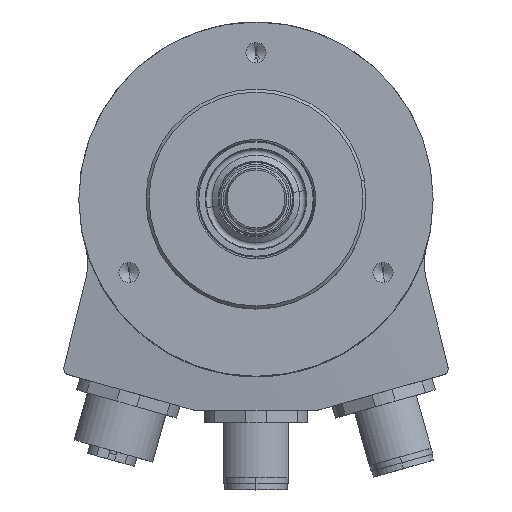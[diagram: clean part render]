
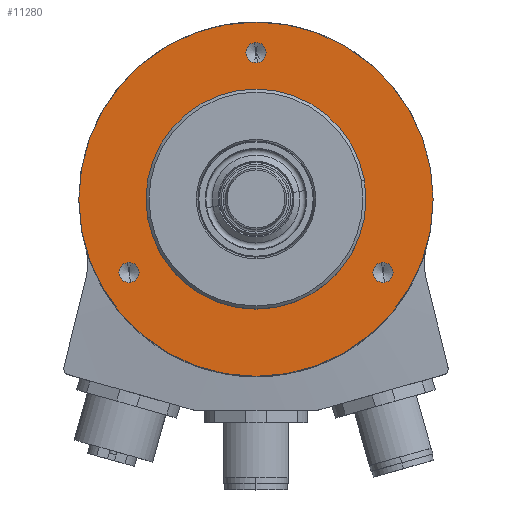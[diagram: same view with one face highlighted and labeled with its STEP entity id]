
A CAD part, top view. The second image highlights one B-rep face of the part: STEP entity #11280.
In plain terms, the highlighted planar face has unit normal (0, 0, 1).
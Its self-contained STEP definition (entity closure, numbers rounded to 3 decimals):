
#1306=CARTESIAN_POINT('',(0.,0.,20.5));
#1307=DIRECTION('',(0.,0.,1.));
#1308=DIRECTION('',(0.985,0.174,0.));
#1309=AXIS2_PLACEMENT_3D('',#1306,#1307,#1308);
#1342=CARTESIAN_POINT('',(0.,0.,20.5));
#1343=DIRECTION('',(0.,0.,1.));
#1344=DIRECTION('',(-0.985,-0.174,0.));
#1345=AXIS2_PLACEMENT_3D('',#1342,#1343,#1344);
#1347=CARTESIAN_POINT('',(0.,0.,20.5));
#1348=DIRECTION('',(0.,0.,-1.));
#1349=DIRECTION('',(-0.985,-0.174,0.));
#1350=AXIS2_PLACEMENT_3D('',#1347,#1348,#1349);
#1352=CARTESIAN_POINT('',(0.,24.,20.5));
#1353=DIRECTION('',(0.,0.,1.));
#1354=DIRECTION('',(0.174,-0.985,0.));
#1355=AXIS2_PLACEMENT_3D('',#1352,#1353,#1354);
#1357=CARTESIAN_POINT('',(0.,24.,20.5));
#1358=DIRECTION('',(0.,0.,1.));
#1359=DIRECTION('',(-0.174,0.985,0.));
#1360=AXIS2_PLACEMENT_3D('',#1357,#1358,#1359);
#1362=CARTESIAN_POINT('',(20.785,-12.,20.5));
#1363=DIRECTION('',(0.,0.,1.));
#1364=DIRECTION('',(0.174,-0.985,0.));
#1365=AXIS2_PLACEMENT_3D('',#1362,#1363,#1364);
#1367=CARTESIAN_POINT('',(20.785,-12.,20.5));
#1368=DIRECTION('',(0.,0.,1.));
#1369=DIRECTION('',(-0.174,0.985,0.));
#1370=AXIS2_PLACEMENT_3D('',#1367,#1368,#1369);
#1372=CARTESIAN_POINT('',(-20.785,-12.,20.5));
#1373=DIRECTION('',(0.,0.,1.));
#1374=DIRECTION('',(0.174,-0.985,0.));
#1375=AXIS2_PLACEMENT_3D('',#1372,#1373,#1374);
#1377=CARTESIAN_POINT('',(-20.785,-12.,20.5));
#1378=DIRECTION('',(0.,0.,1.));
#1379=DIRECTION('',(-0.174,0.985,0.));
#1380=AXIS2_PLACEMENT_3D('',#1377,#1378,#1379);
#1382=CARTESIAN_POINT('',(0.,0.,20.5));
#1383=DIRECTION('',(0.,0.,1.));
#1384=DIRECTION('',(-0.985,-0.174,0.));
#1385=AXIS2_PLACEMENT_3D('',#1382,#1383,#1384);
#7681=CARTESIAN_POINT('',(-17.727,-3.126,20.5));
#7682=CARTESIAN_POINT('',(17.727,3.126,20.5));
#7683=VERTEX_POINT('',#7681);
#7684=VERTEX_POINT('',#7682);
#7685=CARTESIAN_POINT('',(-28.559,-5.036,20.5));
#7686=CARTESIAN_POINT('',(28.559,5.036,20.5));
#7687=VERTEX_POINT('',#7685);
#7688=VERTEX_POINT('',#7686);
#7695=CARTESIAN_POINT('',(0.287,22.375,20.5));
#7696=VERTEX_POINT('',#7695);
#7697=CARTESIAN_POINT('',(-0.287,25.625,20.5));
#7698=VERTEX_POINT('',#7697);
#7705=CARTESIAN_POINT('',(21.071,-13.625,20.5));
#7706=VERTEX_POINT('',#7705);
#7707=CARTESIAN_POINT('',(20.498,-10.375,20.5));
#7708=VERTEX_POINT('',#7707);
#7715=CARTESIAN_POINT('',(-20.498,-13.625,20.5));
#7716=VERTEX_POINT('',#7715);
#7717=CARTESIAN_POINT('',(-21.071,-10.375,20.5));
#7718=VERTEX_POINT('',#7717);
#11246=CARTESIAN_POINT('',(0.,0.,20.5));
#11247=DIRECTION('',(0.,0.,1.));
#11248=DIRECTION('',(-0.985,-0.174,0.));
#11249=AXIS2_PLACEMENT_3D('',#11246,#11247,#11248);
#11250=PLANE('',#11249);
#11252=ORIENTED_EDGE('',*,*,#11251,.F.);
#11253=ORIENTED_EDGE('',*,*,#11231,.F.);
#11254=EDGE_LOOP('',(#11252,#11253));
#11255=FACE_OUTER_BOUND('',#11254,.F.);
#11257=ORIENTED_EDGE('',*,*,#11256,.T.);
#11259=ORIENTED_EDGE('',*,*,#11258,.F.);
#11260=EDGE_LOOP('',(#11257,#11259));
#11261=FACE_BOUND('',#11260,.F.);
#11263=ORIENTED_EDGE('',*,*,#11262,.T.);
#11265=ORIENTED_EDGE('',*,*,#11264,.T.);
#11266=EDGE_LOOP('',(#11263,#11265));
#11267=FACE_BOUND('',#11266,.F.);
#11269=ORIENTED_EDGE('',*,*,#11268,.T.);
#11271=ORIENTED_EDGE('',*,*,#11270,.T.);
#11272=EDGE_LOOP('',(#11269,#11271));
#11273=FACE_BOUND('',#11272,.F.);
#11275=ORIENTED_EDGE('',*,*,#11274,.T.);
#11277=ORIENTED_EDGE('',*,*,#11276,.T.);
#11278=EDGE_LOOP('',(#11275,#11277));
#11279=FACE_BOUND('',#11278,.F.);
#1310=CIRCLE('',#1309,29.);
#1346=CIRCLE('',#1345,18.);
#1351=CIRCLE('',#1350,18.);
#1356=CIRCLE('',#1355,1.65);
#1361=CIRCLE('',#1360,1.65);
#1366=CIRCLE('',#1365,1.65);
#1371=CIRCLE('',#1370,1.65);
#1376=CIRCLE('',#1375,1.65);
#1381=CIRCLE('',#1380,1.65);
#1386=CIRCLE('',#1385,29.);
#11231=EDGE_CURVE('',#7688,#7687,#1310,.T.);
#11251=EDGE_CURVE('',#7687,#7688,#1386,.T.);
#11256=EDGE_CURVE('',#7683,#7684,#1346,.T.);
#11258=EDGE_CURVE('',#7683,#7684,#1351,.T.);
#11262=EDGE_CURVE('',#7696,#7698,#1356,.T.);
#11264=EDGE_CURVE('',#7698,#7696,#1361,.T.);
#11268=EDGE_CURVE('',#7706,#7708,#1366,.T.);
#11270=EDGE_CURVE('',#7708,#7706,#1371,.T.);
#11274=EDGE_CURVE('',#7716,#7718,#1376,.T.);
#11276=EDGE_CURVE('',#7718,#7716,#1381,.T.);
#11280=ADVANCED_FACE('',(#11255,#11261,#11267,#11273,#11279),#11250,.T.);
